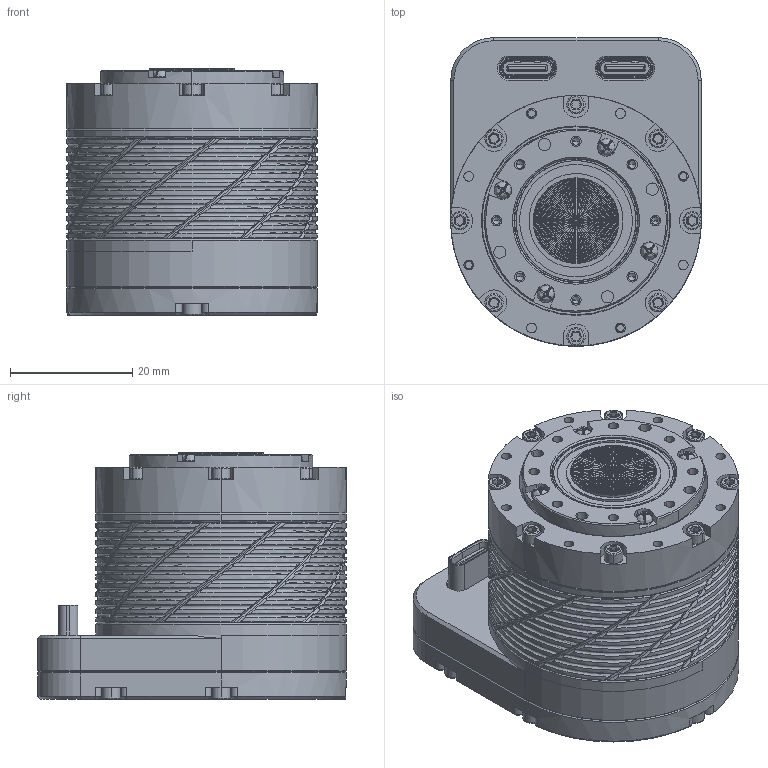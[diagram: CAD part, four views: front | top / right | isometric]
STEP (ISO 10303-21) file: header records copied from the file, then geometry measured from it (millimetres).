
FILE_DESCRIPTION((''),'2;1');
FILE_NAME('PND20-08-__SW0003','2023-10-24T',('Lenovo'),(''),'CREO PARAMETRIC BY PTC INC, 2017170','CREO PARAMETRIC BY PTC INC, 2017170','');
FILE_SCHEMA(('CONFIG_CONTROL_DESIGN'));
Length unit declared in the file: inch
Products named in the file (1): PND20-08-__SW0003
Bounding box: 41 x 50.5 x 40.35 mm (x, y, z)
Volume: 56037.1 mm3; surface area: 14439.5 mm2
Topology: 1 solids, 13 shells, 2744 faces, 7394 edges, 4645 vertices
Faces by surface type: cylinder 1075, plane 971, torus 392, cone 184, sphere 78, bspline 44
Entity records: 113946 total; most frequent: CARTESIAN_POINT 27152, DIRECTION 14779, ORIENTED_EDGE 14600, EDGE_CURVE 7300, AXIS2_PLACEMENT_3D 5752, VERTEX_POINT 4645, VECTOR 3275, LINE 3275
